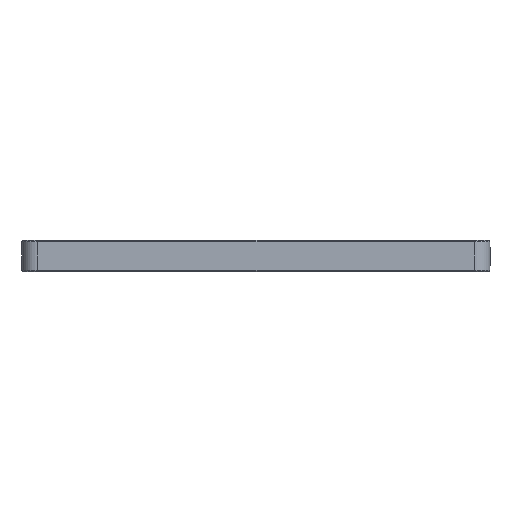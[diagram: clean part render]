
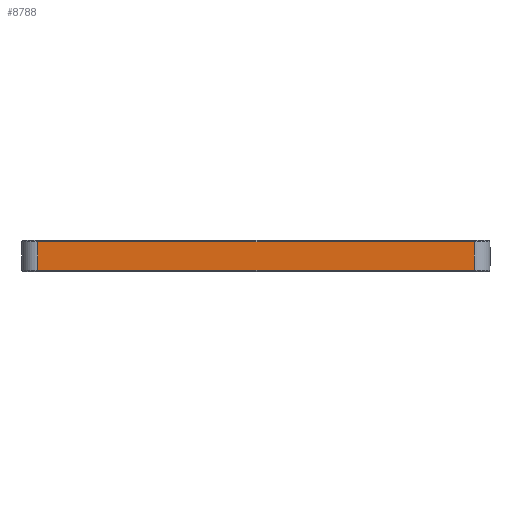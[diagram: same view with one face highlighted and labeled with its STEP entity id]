
A CAD part, front view. The second image highlights one B-rep face of the part: STEP entity #8788.
In plain terms, the highlighted planar face has unit normal (0, -1, 0).
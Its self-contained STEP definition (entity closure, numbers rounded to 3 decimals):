
#2 = DIRECTION ( 'NONE',  ( -1., 0., 0. ) ) ;
#16 = CARTESIAN_POINT ( 'NONE',  ( 70., -95., 0.5 ) ) ;
#17 = DIRECTION ( 'NONE',  ( 0., 0., 1. ) ) ;
#135 = AXIS2_PLACEMENT_3D ( 'NONE', #1697, #4312, #17 ) ;
#1469 = EDGE_CURVE ( 'NONE', #9969, #2612, #2450, .T. ) ;
#1669 = DIRECTION ( 'NONE',  ( 0., 0., -1. ) ) ;
#1671 = ORIENTED_EDGE ( 'NONE', *, *, #7152, .T. ) ;
#1697 = CARTESIAN_POINT ( 'NONE',  ( -75., -95., 10. ) ) ;
#2450 = LINE ( 'NONE', #7777, #7727 ) ;
#2532 = ORIENTED_EDGE ( 'NONE', *, *, #1469, .T. ) ;
#2612 = VERTEX_POINT ( 'NONE', #11027 ) ;
#3063 = VECTOR ( 'NONE', #4355, 1000. ) ;
#3283 = VERTEX_POINT ( 'NONE', #9603 ) ;
#3488 = CARTESIAN_POINT ( 'NONE',  ( 70., -95., 10. ) ) ;
#3641 = VECTOR ( 'NONE', #8290, 1000. ) ;
#4312 = DIRECTION ( 'NONE',  ( 0., 1., 0. ) ) ;
#4355 = DIRECTION ( 'NONE',  ( 0., 0., 1. ) ) ;
#4575 = VECTOR ( 'NONE', #2, 1000. ) ;
#4840 = LINE ( 'NONE', #5210, #4575 ) ;
#4946 = FACE_OUTER_BOUND ( 'NONE', #5740, .T. ) ;
#5210 = CARTESIAN_POINT ( 'NONE',  ( -75., -95., 9.5 ) ) ;
#5665 = LINE ( 'NONE', #16, #3641 ) ;
#5740 = EDGE_LOOP ( 'NONE', ( #2532, #9377, #8675, #1671 ) ) ;
#6785 = EDGE_CURVE ( 'NONE', #2612, #10660, #5665, .T. ) ;
#6958 = CARTESIAN_POINT ( 'NONE',  ( 70., -95., 0.5 ) ) ;
#7152 = EDGE_CURVE ( 'NONE', #3283, #9969, #4840, .T. ) ;
#7275 = CARTESIAN_POINT ( 'NONE',  ( -70., -95., 9.5 ) ) ;
#7616 = PLANE ( 'NONE',  #135 ) ;
#7727 = VECTOR ( 'NONE', #1669, 1000. ) ;
#7777 = CARTESIAN_POINT ( 'NONE',  ( -70., -95., 10. ) ) ;
#8290 = DIRECTION ( 'NONE',  ( 1., 0., 0. ) ) ;
#8490 = LINE ( 'NONE', #3488, #3063 ) ;
#8675 = ORIENTED_EDGE ( 'NONE', *, *, #10681, .T. ) ;
#8788 = ADVANCED_FACE ( 'NONE', ( #4946 ), #7616, .F. ) ;
#9377 = ORIENTED_EDGE ( 'NONE', *, *, #6785, .T. ) ;
#9603 = CARTESIAN_POINT ( 'NONE',  ( 70., -95., 9.5 ) ) ;
#9969 = VERTEX_POINT ( 'NONE', #7275 ) ;
#10660 = VERTEX_POINT ( 'NONE', #6958 ) ;
#10681 = EDGE_CURVE ( 'NONE', #10660, #3283, #8490, .T. ) ;
#11027 = CARTESIAN_POINT ( 'NONE',  ( -70., -95., 0.5 ) ) ;
